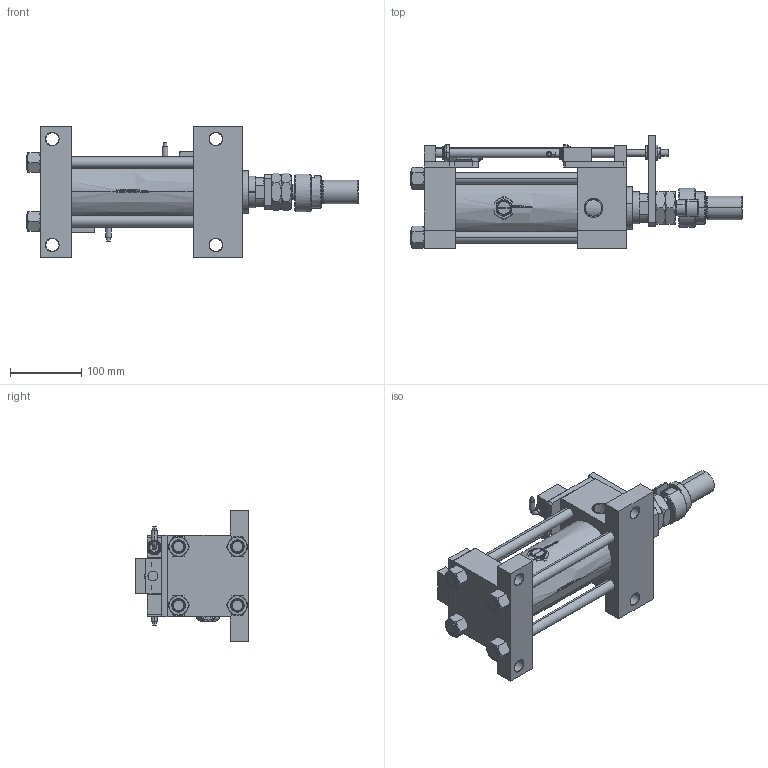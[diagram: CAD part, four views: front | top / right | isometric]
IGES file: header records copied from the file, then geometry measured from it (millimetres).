
Start section: SolidWorks IGES file using analytic representation for surfaces
Global section: file name: 1dc4.IGS; native system: SolidWorks 2019; preprocessor: SolidWorks 2019; author: Model3D; date: 220416.235518; units: millimetre
Bounding box: 467 x 160 x 185 mm (x, y, z)
Surface area: 516972.1 mm2 (no closed solid volume)
Topology: 0 solids, 0 shells, 1560 faces, 22735 edges, 22733 vertices
Faces by surface type: bspline 1099, revolution 461
